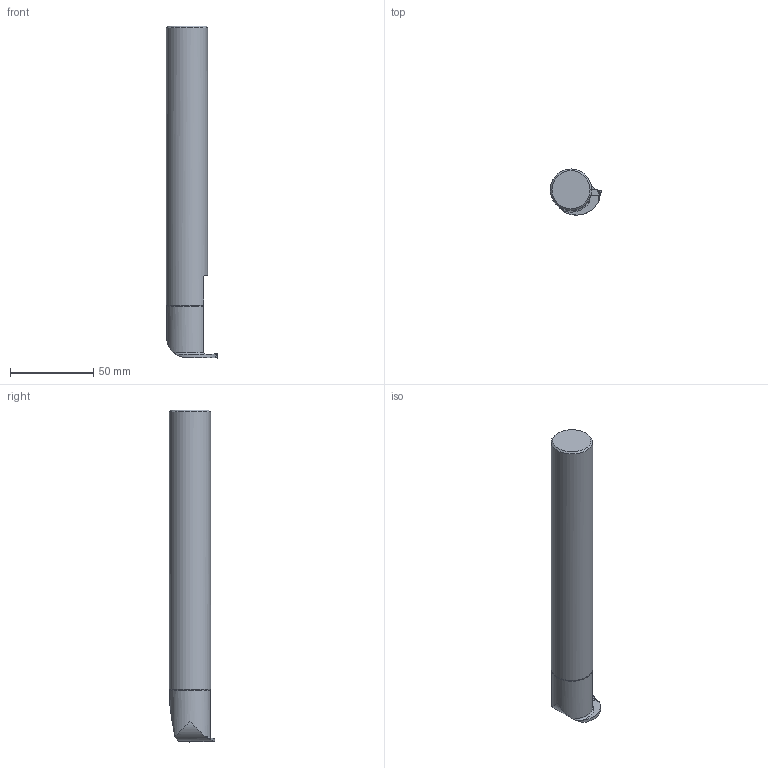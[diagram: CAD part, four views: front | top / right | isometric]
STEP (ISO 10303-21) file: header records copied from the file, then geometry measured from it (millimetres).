
FILE_DESCRIPTION(/* description */ (''),/* implementation_level */ '2;1');
FILE_NAME(/* name */ 'toolassembly_1.stp',/* time_stamp */ '2021-11-29T10:26:33+01:00',/* author */ (''),/* organization */ ('SMS'),/* preprocessor_version */ 'ST-DEVELOPER v16.7',/* originating_system */ 'SIEMENS PLM Software NX 12.0',/* authorisation */ '');
FILE_SCHEMA (('AUTOMOTIVE_DESIGN { 1 0 10303 214 3 1 1 1 }'));
Length unit declared in the file: millimetre
Products named in the file (4): ASSEMBLY_CONSTRUCTION; CUT_20211129102542; NOCUT_20211129102520; TOOLASSEMBLY_1
Assembly tree (3 placements, depth 2):
  TOOLASSEMBLY_1
    NOCUT_20211129102520
    CUT_20211129102542
    ASSEMBLY_CONSTRUCTION
Bounding box: 30.98 x 27.48 x 200 mm (x, y, z)
Volume: 94836.6 mm3; surface area: 16621.9 mm2
Topology: 2 solids, 2 shells, 131 faces, 354 edges, 233 vertices
Faces by surface type: plane 55, cylinder 29, bspline 22, extrusion 14, cone 7, torus 4
Full cylindrical faces by diameter (mm): 24.965 x1
Entity records: 5276 total; most frequent: CARTESIAN_POINT 1992, ORIENTED_EDGE 696, DIRECTION 613, EDGE_CURVE 348, VERTEX_POINT 226, AXIS2_PLACEMENT_3D 222, VECTOR 169, LINE 155
